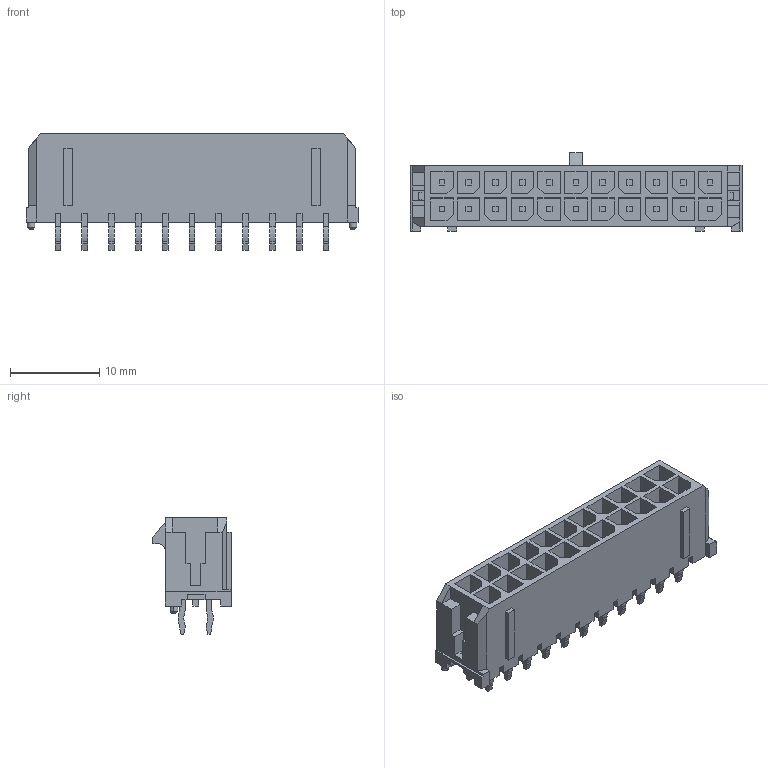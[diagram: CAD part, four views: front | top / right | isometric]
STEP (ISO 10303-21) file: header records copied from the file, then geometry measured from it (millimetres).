
FILE_DESCRIPTION((''),'2;1');
FILE_NAME('430452212','2016-02-03T',('me'),(''),'PRO/ENGINEER BY PARAMETRIC TECHNOLOGY CORPORATION, 2011490','PRO/ENGINEER BY PARAMETRIC TECHNOLOGY CORPORATION, 2011490','');
FILE_SCHEMA(('CONFIG_CONTROL_DESIGN'));
Length unit declared in the file: millimetre
Products named in the file (1): 430452212
Bounding box: 37.15 x 8.77 x 13.09 mm (x, y, z)
Volume: 1473.1 mm3; surface area: 3409.2 mm2
Topology: 1 solids, 1 shells, 833 faces, 2249 edges, 1472 vertices
Faces by surface type: plane 780, cylinder 49, cone 4
Entity records: 25512 total; most frequent: CARTESIAN_POINT 4499, ORIENTED_EDGE 4394, DIRECTION 4067, EDGE_CURVE 2197, VECTOR 2099, LINE 2099, VERTEX_POINT 1416, AXIS2_PLACEMENT_3D 984
